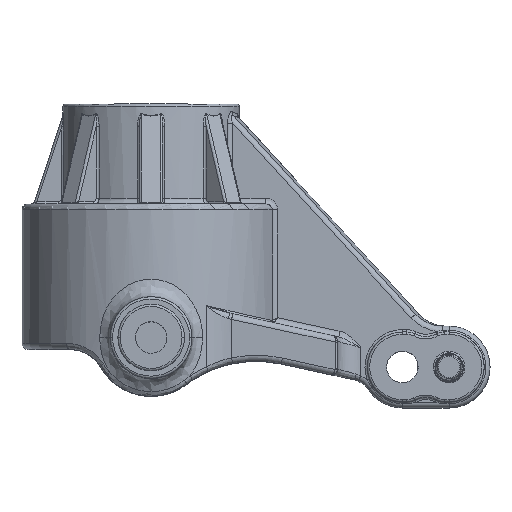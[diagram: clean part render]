
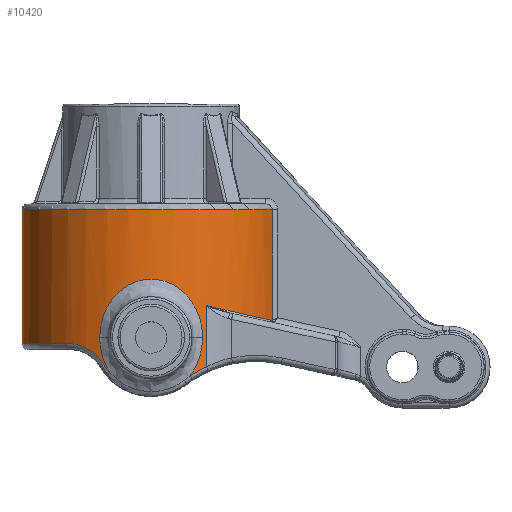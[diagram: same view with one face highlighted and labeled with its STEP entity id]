
A CAD part, top view. The second image highlights one B-rep face of the part: STEP entity #10420.
In plain terms, the highlighted cylindrical face has radius 11.05 mm (diameter 22.1 mm), a partial arc.
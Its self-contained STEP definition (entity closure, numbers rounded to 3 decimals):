
#492=B_SPLINE_CURVE_WITH_KNOTS('',3,(#15289,#15290,#15291,#15292,#15293,
#15294,#15295,#15296,#15297),.UNSPECIFIED.,.F.,.F.,(4,1,1,1,1,1,4),(0.,
0.25,0.375,0.5,0.625,0.75,1.),.UNSPECIFIED.);
#493=B_SPLINE_CURVE_WITH_KNOTS('',3,(#15299,#15300,#15301,#15302),
 .UNSPECIFIED.,.F.,.F.,(4,4),(0.,1.),.PIECEWISE_BEZIER_KNOTS.);
#494=B_SPLINE_CURVE_WITH_KNOTS('',3,(#15304,#15305,#15306,#15307),
 .UNSPECIFIED.,.F.,.F.,(4,4),(0.,1.),.UNSPECIFIED.);
#495=B_SPLINE_CURVE_WITH_KNOTS('',3,(#15309,#15310,#15311,#15312,#15313,
#15314,#15315,#15316,#15317,#15318,#15319,#15320,#15321,#15322,#15323),
 .UNSPECIFIED.,.F.,.F.,(4,1,1,1,1,1,1,1,1,1,1,1,4),(0.,0.125,0.25,0.313,
0.375,0.438,0.5,0.563,0.625,0.688,0.75,0.875,1.),.UNSPECIFIED.);
#496=B_SPLINE_CURVE_WITH_KNOTS('',3,(#15325,#15326,#15327,#15328),
 .UNSPECIFIED.,.F.,.F.,(4,4),(0.,1.),.UNSPECIFIED.);
#497=B_SPLINE_CURVE_WITH_KNOTS('',3,(#15330,#15331,#15332,#15333),
 .UNSPECIFIED.,.F.,.F.,(4,4),(0.,1.),.UNSPECIFIED.);
#498=B_SPLINE_CURVE_WITH_KNOTS('',3,(#15337,#15338,#15339,#15340,#15341,
#15342,#15343,#15344,#15345,#15346,#15347),.UNSPECIFIED.,.F.,.F.,(4,1,1,
1,1,1,1,1,4),(0.,0.25,0.375,0.438,0.5,0.563,0.625,0.75,1.),
 .UNSPECIFIED.);
#499=B_SPLINE_CURVE_WITH_KNOTS('',3,(#15349,#15350,#15351,#15352),
 .UNSPECIFIED.,.F.,.F.,(4,4),(0.,1.),.PIECEWISE_BEZIER_KNOTS.);
#1458=LINE('',#14959,#1815);
#1465=LINE('',#15335,#1822);
#1466=LINE('',#15354,#1823);
#1815=VECTOR('',#12192,1000.);
#1822=VECTOR('',#12223,1000.);
#1823=VECTOR('',#12224,1000.);
#2175=CYLINDRICAL_SURFACE('',#11208,11.05);
#2505=ORIENTED_EDGE('',*,*,#5804,.F.);
#2506=ORIENTED_EDGE('',*,*,#5770,.F.);
#2507=ORIENTED_EDGE('',*,*,#5803,.T.);
#2508=ORIENTED_EDGE('',*,*,#5805,.T.);
#2509=ORIENTED_EDGE('',*,*,#5806,.T.);
#2510=ORIENTED_EDGE('',*,*,#5807,.T.);
#2511=ORIENTED_EDGE('',*,*,#5808,.T.);
#2512=ORIENTED_EDGE('',*,*,#5809,.T.);
#2513=ORIENTED_EDGE('',*,*,#5810,.T.);
#2514=ORIENTED_EDGE('',*,*,#5811,.T.);
#2515=ORIENTED_EDGE('',*,*,#5812,.F.);
#2516=ORIENTED_EDGE('',*,*,#5813,.T.);
#2517=ORIENTED_EDGE('',*,*,#5814,.F.);
#5770=EDGE_CURVE('',#7429,#7430,#1458,.T.);
#5803=EDGE_CURVE('',#7429,#7454,#8363,.T.);
#5804=EDGE_CURVE('',#7430,#7455,#8364,.T.);
#5805=EDGE_CURVE('',#7454,#7456,#492,.T.);
#5806=EDGE_CURVE('',#7456,#7457,#493,.T.);
#5807=EDGE_CURVE('',#7457,#7458,#494,.T.);
#5808=EDGE_CURVE('',#7458,#7459,#495,.T.);
#5809=EDGE_CURVE('',#7459,#7460,#496,.T.);
#5810=EDGE_CURVE('',#7460,#7461,#497,.T.);
#5811=EDGE_CURVE('',#7461,#7462,#1465,.T.);
#5812=EDGE_CURVE('',#7463,#7462,#498,.F.);
#5813=EDGE_CURVE('',#7463,#7464,#499,.T.);
#5814=EDGE_CURVE('',#7455,#7464,#1466,.T.);
#7429=VERTEX_POINT('',#14958);
#7430=VERTEX_POINT('',#14960);
#7454=VERTEX_POINT('',#15284);
#7455=VERTEX_POINT('',#15288);
#7456=VERTEX_POINT('',#15298);
#7457=VERTEX_POINT('',#15303);
#7458=VERTEX_POINT('',#15308);
#7459=VERTEX_POINT('',#15324);
#7460=VERTEX_POINT('',#15329);
#7461=VERTEX_POINT('',#15334);
#7462=VERTEX_POINT('',#15336);
#7463=VERTEX_POINT('',#15348);
#7464=VERTEX_POINT('',#15353);
#8363=CIRCLE('',#11207,11.05);
#8364=CIRCLE('',#11209,11.05);
#8820=EDGE_LOOP('',(#2505,#2506,#2507,#2508,#2509,#2510,#2511,#2512,#2513,
#2514,#2515,#2516,#2517));
#9581=FACE_BOUND('',#8820,.T.);
#10420=ADVANCED_FACE('',(#9581),#2175,.T.);
#11207=AXIS2_PLACEMENT_3D('',#15285,#12217,#12218);
#11208=AXIS2_PLACEMENT_3D('',#15286,#12219,#12220);
#11209=AXIS2_PLACEMENT_3D('',#15287,#12221,#12222);
#12192=DIRECTION('',(0.,1.,0.));
#12217=DIRECTION('',(0.,1.,0.));
#12218=DIRECTION('',(1.,0.,0.));
#12219=DIRECTION('',(0.,1.,0.));
#12220=DIRECTION('',(1.,0.,0.));
#12221=DIRECTION('',(0.,1.,0.));
#12222=DIRECTION('',(1.,0.,0.));
#12223=DIRECTION('',(0.,1.,0.));
#12224=DIRECTION('',(0.,-1.,0.));
#14958=CARTESIAN_POINT('',(-11.05,-0.5,0.));
#14959=CARTESIAN_POINT('',(-11.05,2.225,0.));
#14960=CARTESIAN_POINT('',(-11.05,10.95,0.));
#15284=CARTESIAN_POINT('',(-7.257,-0.5,8.333));
#15285=CARTESIAN_POINT('',(0.,-0.5,0.));
#15286=CARTESIAN_POINT('',(0.,2.225,0.));
#15287=CARTESIAN_POINT('',(0.,10.95,0.));
#15288=CARTESIAN_POINT('',(10.366,10.95,3.827));
#15289=CARTESIAN_POINT('',(-7.257,-0.5,8.333));
#15290=CARTESIAN_POINT('',(-6.975,-0.5,8.578));
#15291=CARTESIAN_POINT('',(-6.577,-0.539,8.892));
#15292=CARTESIAN_POINT('',(-5.972,-0.712,9.302));
#15293=CARTESIAN_POINT('',(-5.56,-0.886,9.554));
#15294=CARTESIAN_POINT('',(-5.122,-1.141,9.795));
#15295=CARTESIAN_POINT('',(-4.61,-1.542,10.049));
#15296=CARTESIAN_POINT('',(-4.263,-1.951,10.197));
#15297=CARTESIAN_POINT('',(-4.082,-2.25,10.268));
#15298=CARTESIAN_POINT('',(-4.082,-2.25,10.268));
#15299=CARTESIAN_POINT('',(-4.082,-2.25,10.268));
#15300=CARTESIAN_POINT('',(-3.927,-2.507,10.33));
#15301=CARTESIAN_POINT('',(-3.746,-2.747,10.398));
#15302=CARTESIAN_POINT('',(-3.543,-2.968,10.467));
#15303=CARTESIAN_POINT('',(-3.543,-2.968,10.467));
#15304=CARTESIAN_POINT('',(-3.543,-2.968,10.467));
#15305=CARTESIAN_POINT('',(-4.108,-2.097,10.275));
#15306=CARTESIAN_POINT('',(-4.402,-1.06,10.135));
#15307=CARTESIAN_POINT('',(-4.402,0.,10.135));
#15308=CARTESIAN_POINT('',(-4.402,0.,10.135));
#15309=CARTESIAN_POINT('',(-4.402,0.,10.135));
#15310=CARTESIAN_POINT('',(-4.402,0.634,10.135));
#15311=CARTESIAN_POINT('',(-4.188,1.888,10.232));
#15312=CARTESIAN_POINT('',(-3.439,3.241,10.517));
#15313=CARTESIAN_POINT('',(-2.546,4.121,10.761));
#15314=CARTESIAN_POINT('',(-1.795,4.602,10.914));
#15315=CARTESIAN_POINT('',(-0.909,4.932,11.025));
#15316=CARTESIAN_POINT('',(0.001,5.034,11.062));
#15317=CARTESIAN_POINT('',(0.909,4.932,11.025));
#15318=CARTESIAN_POINT('',(1.797,4.602,10.914));
#15319=CARTESIAN_POINT('',(2.546,4.121,10.761));
#15320=CARTESIAN_POINT('',(3.44,3.241,10.517));
#15321=CARTESIAN_POINT('',(4.188,1.888,10.232));
#15322=CARTESIAN_POINT('',(4.402,0.634,10.135));
#15323=CARTESIAN_POINT('',(4.402,0.,10.135));
#15324=CARTESIAN_POINT('',(4.402,0.,10.135));
#15325=CARTESIAN_POINT('',(4.402,0.,10.135));
#15326=CARTESIAN_POINT('',(4.402,-1.174,10.135));
#15327=CARTESIAN_POINT('',(4.031,-2.341,10.314));
#15328=CARTESIAN_POINT('',(3.344,-3.253,10.532));
#15329=CARTESIAN_POINT('',(3.344,-3.253,10.532));
#15330=CARTESIAN_POINT('',(3.344,-3.253,10.532));
#15331=CARTESIAN_POINT('',(3.796,-2.966,10.388));
#15332=CARTESIAN_POINT('',(4.263,-2.716,10.208));
#15333=CARTESIAN_POINT('',(4.738,-2.503,9.983));
#15334=CARTESIAN_POINT('',(4.738,-2.503,9.983));
#15335=CARTESIAN_POINT('',(4.738,2.225,9.983));
#15336=CARTESIAN_POINT('',(4.738,2.732,9.983));
#15337=CARTESIAN_POINT('',(4.738,2.732,9.983));
#15338=CARTESIAN_POINT('',(5.426,2.578,9.656));
#15339=CARTESIAN_POINT('',(6.366,2.369,9.078));
#15340=CARTESIAN_POINT('',(7.288,2.163,8.318));
#15341=CARTESIAN_POINT('',(7.776,2.054,7.856));
#15342=CARTESIAN_POINT('',(8.096,1.983,7.527));
#15343=CARTESIAN_POINT('',(8.476,1.898,7.097));
#15344=CARTESIAN_POINT('',(8.922,1.799,6.536));
#15345=CARTESIAN_POINT('',(9.631,1.641,5.499));
#15346=CARTESIAN_POINT('',(10.087,1.539,4.563));
#15347=CARTESIAN_POINT('',(10.328,1.486,3.929));
#15348=CARTESIAN_POINT('',(10.328,1.486,3.929));
#15349=CARTESIAN_POINT('',(10.328,1.486,3.929));
#15350=CARTESIAN_POINT('',(10.341,1.483,3.895));
#15351=CARTESIAN_POINT('',(10.354,1.486,3.86));
#15352=CARTESIAN_POINT('',(10.366,1.496,3.827));
#15353=CARTESIAN_POINT('',(10.366,1.496,3.827));
#15354=CARTESIAN_POINT('',(10.366,2.225,3.827));
